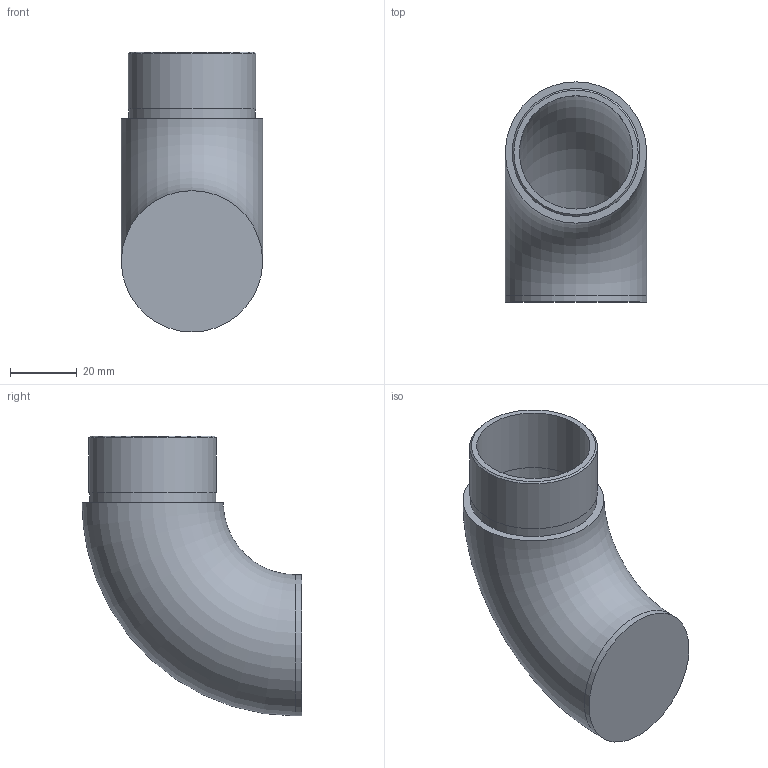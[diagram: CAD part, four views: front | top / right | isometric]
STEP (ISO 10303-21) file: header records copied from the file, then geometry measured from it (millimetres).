
FILE_DESCRIPTION (( 'STEP AP203' ), '1' );
FILE_NAME ('56202-320-V4A.step', '2020-03-04T10:25:34', ( '' ), ( '' ), 'SwSTEP 2.0', 'SolidWorks 2015', '' );
FILE_SCHEMA (( 'CONFIG_CONTROL_DESIGN' ));
Length unit declared in the file: millimetre
Products named in the file (2): 56202-320-V4A
Bounding box: 42.4 x 66 x 84 mm (x, y, z)
Volume: 41506.4 mm3; surface area: 23789.8 mm2
Topology: 1 solids, 1 shells, 279 faces, 733 edges, 488 vertices
Faces by surface type: plane 128, bspline 115, cylinder 33, torus 2, cone 1
Full cylindrical faces by diameter (mm): 34 x1, 37.9 x1, 38.3 x1, 42.4 x1
Entity records: 13490 total; most frequent: CARTESIAN_POINT 7311, ORIENTED_EDGE 1450, DIRECTION 878, EDGE_CURVE 725, VERTEX_POINT 487, VECTOR 348, LINE 348, EDGE_LOOP 318
